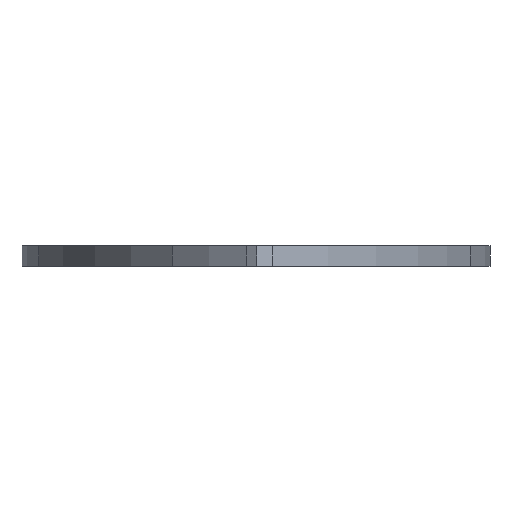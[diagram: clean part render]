
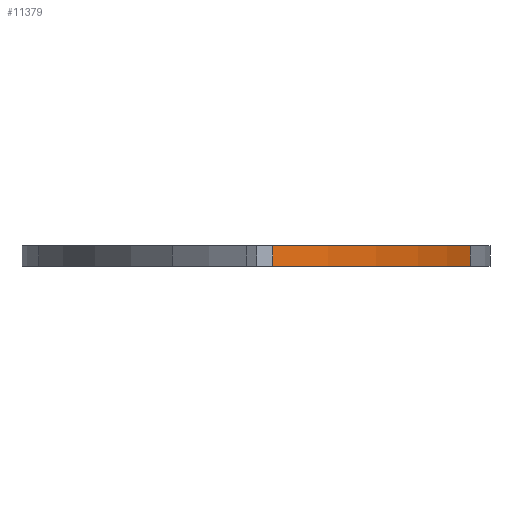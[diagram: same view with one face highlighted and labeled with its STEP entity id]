
A CAD part, front view. The second image highlights one B-rep face of the part: STEP entity #11379.
In plain terms, the highlighted free-form (B-spline) face has degree [3, 1] with [4, 2] control points.
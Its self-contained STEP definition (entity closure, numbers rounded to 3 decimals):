
#581=FACE_OUTER_BOUND('',#1207,.T.);
#1207=EDGE_LOOP('',(#8545,#8546,#8547,#8548));
#2013=LINE('',#18049,#2827);
#2014=LINE('',#18068,#2828);
#2827=VECTOR('',#12404,10.);
#2828=VECTOR('',#12405,10.);
#3699=(
BOUNDED_CURVE()
B_SPLINE_CURVE(3,(#18059,#18060,#18061,#18062),.UNSPECIFIED.,.F.,.F.)
B_SPLINE_CURVE_WITH_KNOTS((4,4),(0.,1.),.UNSPECIFIED.)
CURVE()
GEOMETRIC_REPRESENTATION_ITEM()
RATIONAL_B_SPLINE_CURVE((1.,1.,1.,1.))
REPRESENTATION_ITEM('')
);
#3700=(
BOUNDED_CURVE()
B_SPLINE_CURVE(3,(#18064,#18065,#18066,#18067),.UNSPECIFIED.,.F.,.F.)
B_SPLINE_CURVE_WITH_KNOTS((4,4),(0.,1.),.UNSPECIFIED.)
CURVE()
GEOMETRIC_REPRESENTATION_ITEM()
RATIONAL_B_SPLINE_CURVE((1.,1.,1.,1.))
REPRESENTATION_ITEM('')
);
#4771=VERTEX_POINT('',#18039);
#4772=VERTEX_POINT('',#18044);
#4773=VERTEX_POINT('',#18058);
#4774=VERTEX_POINT('',#18063);
#6257=EDGE_CURVE('',#4771,#4772,#2013,.T.);
#6258=EDGE_CURVE('',#4773,#4771,#3699,.T.);
#6259=EDGE_CURVE('',#4774,#4772,#3700,.T.);
#6260=EDGE_CURVE('',#4773,#4774,#2014,.T.);
#8545=ORIENTED_EDGE('',*,*,#6258,.T.);
#8546=ORIENTED_EDGE('',*,*,#6257,.T.);
#8547=ORIENTED_EDGE('',*,*,#6259,.F.);
#8548=ORIENTED_EDGE('',*,*,#6260,.F.);
#10839=(
BOUNDED_SURFACE()
B_SPLINE_SURFACE(3,1,((#18050,#18051),(#18052,#18053),(#18054,#18055),(#18056,
#18057)),.UNSPECIFIED.,.F.,.F.,.F.)
B_SPLINE_SURFACE_WITH_KNOTS((4,4),(2,2),(0.,1.),(0.,0.2),.UNSPECIFIED.)
GEOMETRIC_REPRESENTATION_ITEM()
RATIONAL_B_SPLINE_SURFACE(((1.,1.),(1.,1.),(1.,1.),(1.,1.)))
REPRESENTATION_ITEM('')
SURFACE()
);
#11379=ADVANCED_FACE('',(#581),#10839,.T.);
#12404=DIRECTION('',(0.,0.,1.));
#12405=DIRECTION('',(0.,0.,1.));
#18039=CARTESIAN_POINT('',(21.261,0.336,0.));
#18044=CARTESIAN_POINT('',(21.261,0.336,2.));
#18049=CARTESIAN_POINT('',(21.261,0.336,0.));
#18050=CARTESIAN_POINT('Ctrl Pts',(1.659,-28.897,0.));
#18051=CARTESIAN_POINT('Ctrl Pts',(1.659,-28.897,2.));
#18052=CARTESIAN_POINT('Ctrl Pts',(10.898,-22.75,0.));
#18053=CARTESIAN_POINT('Ctrl Pts',(10.898,-22.75,2.));
#18054=CARTESIAN_POINT('Ctrl Pts',(17.714,-12.564,0.));
#18055=CARTESIAN_POINT('Ctrl Pts',(17.714,-12.564,2.));
#18056=CARTESIAN_POINT('Ctrl Pts',(21.261,0.336,0.));
#18057=CARTESIAN_POINT('Ctrl Pts',(21.261,0.336,2.));
#18058=CARTESIAN_POINT('',(1.659,-28.897,0.));
#18059=CARTESIAN_POINT('Ctrl Pts',(1.659,-28.897,0.));
#18060=CARTESIAN_POINT('Ctrl Pts',(10.898,-22.75,0.));
#18061=CARTESIAN_POINT('Ctrl Pts',(17.714,-12.564,0.));
#18062=CARTESIAN_POINT('Ctrl Pts',(21.261,0.336,0.));
#18063=CARTESIAN_POINT('',(1.659,-28.897,2.));
#18064=CARTESIAN_POINT('Ctrl Pts',(1.659,-28.897,2.));
#18065=CARTESIAN_POINT('Ctrl Pts',(10.898,-22.75,2.));
#18066=CARTESIAN_POINT('Ctrl Pts',(17.714,-12.564,2.));
#18067=CARTESIAN_POINT('Ctrl Pts',(21.261,0.336,2.));
#18068=CARTESIAN_POINT('',(1.659,-28.897,0.));
